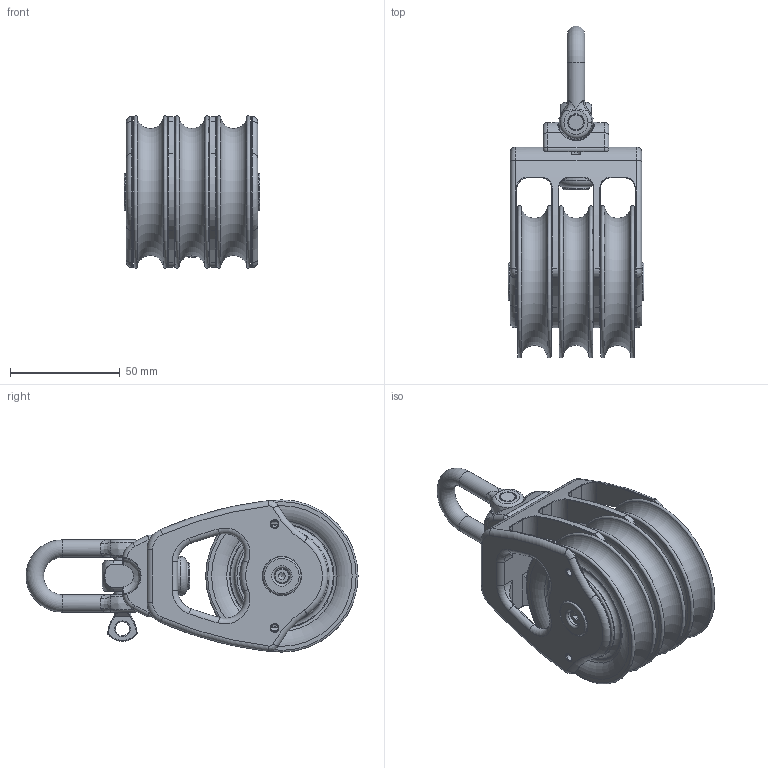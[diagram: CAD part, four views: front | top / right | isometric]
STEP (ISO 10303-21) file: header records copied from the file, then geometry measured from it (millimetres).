
FILE_DESCRIPTION(/* description */ (''),/* implementation_level */ '2;1');
FILE_NAME(/* name */ '00705.stp',/* time_stamp */ '2020-04-24T11:36:54+02:00',/* author */ ('gianni'),/* organization */ (''),/* preprocessor_version */ 'ST-DEVELOPER v18.1',/* originating_system */ 'Autodesk Inventor 2021',/* authorisation */ '');
FILE_SCHEMA (('AUTOMOTIVE_DESIGN { 1 0 10303 214 3 1 1 }'));
Length unit declared in the file: millimetre
Products named in the file (1): 20042400
Bounding box: 62 x 151.5 x 69.49 mm (x, y, z)
Volume: 209859 mm3; surface area: 74575.3 mm2
Topology: 2 solids, 2 shells, 826 faces, 1800 edges, 1216 vertices
Faces by surface type: sphere 223, cylinder 202, torus 161, plane 129, bspline 95, cone 16
Full cylindrical faces by diameter (mm): 3.3 x4, 4 x2, 4.5 x1, 6.5 x2, 7 x1, 7.3 x1, 8 x4, 8.4 x1, 12 x1, 15 x6, 17.3 x2, 17.5 x1, 17.9 x1, 32.6 x6, 43 x6
Entity records: 26732 total; most frequent: CARTESIAN_POINT 8113, DIRECTION 4125, ORIENTED_EDGE 3584, AXIS2_PLACEMENT_3D 1884, EDGE_CURVE 1792, VERTEX_POINT 1216, CIRCLE 1144, EDGE_LOOP 1104
